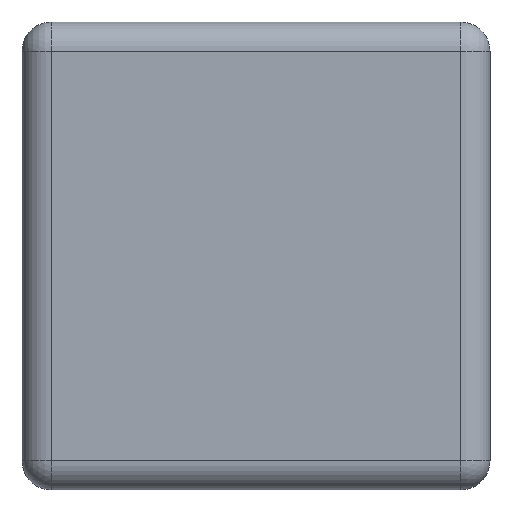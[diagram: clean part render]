
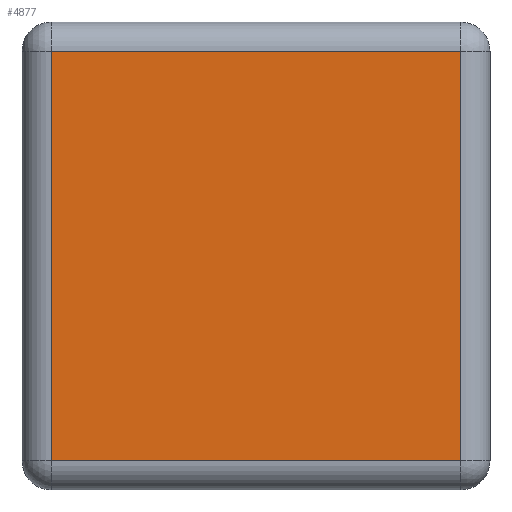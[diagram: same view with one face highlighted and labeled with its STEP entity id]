
A CAD part, left-side view. The second image highlights one B-rep face of the part: STEP entity #4877.
In plain terms, the highlighted planar face has unit normal (-1, 0, 0).
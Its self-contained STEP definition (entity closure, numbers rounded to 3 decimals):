
#20 = VECTOR ( 'NONE', #4977, 1000. ) ;
#493 = CARTESIAN_POINT ( 'NONE',  ( -0.8, 0.35, 0.75 ) ) ;
#528 = EDGE_CURVE ( 'NONE', #535, #4614, #4692, .T. ) ;
#535 = VERTEX_POINT ( 'NONE', #2252 ) ;
#682 = LINE ( 'NONE', #1606, #20 ) ;
#728 = LINE ( 'NONE', #1088, #3506 ) ;
#740 = CARTESIAN_POINT ( 'NONE',  ( -0.8, -0.35, 0.05 ) ) ;
#763 = ORIENTED_EDGE ( 'NONE', *, *, #1536, .T. ) ;
#979 = ORIENTED_EDGE ( 'NONE', *, *, #3130, .T. ) ;
#1088 = CARTESIAN_POINT ( 'NONE',  ( -0.8, -0.4, 0.05 ) ) ;
#1323 = FACE_OUTER_BOUND ( 'NONE', #4944, .T. ) ;
#1536 = EDGE_CURVE ( 'NONE', #4614, #2442, #5269, .T. ) ;
#1606 = CARTESIAN_POINT ( 'NONE',  ( -0.8, -0.35, 0.8 ) ) ;
#1652 = EDGE_CURVE ( 'NONE', #2000, #535, #682, .T. ) ;
#1861 = VECTOR ( 'NONE', #3442, 1000. ) ;
#1892 = PLANE ( 'NONE',  #4875 ) ;
#2000 = VERTEX_POINT ( 'NONE', #740 ) ;
#2010 = DIRECTION ( 'NONE',  ( 0., 0., -1. ) ) ;
#2252 = CARTESIAN_POINT ( 'NONE',  ( -0.8, -0.35, 0.75 ) ) ;
#2442 = VERTEX_POINT ( 'NONE', #3624 ) ;
#2692 = ORIENTED_EDGE ( 'NONE', *, *, #528, .T. ) ;
#3130 = EDGE_CURVE ( 'NONE', #2442, #2000, #728, .T. ) ;
#3151 = DIRECTION ( 'NONE',  ( 0., 0., -1. ) ) ;
#3442 = DIRECTION ( 'NONE',  ( 0., 1., 0. ) ) ;
#3506 = VECTOR ( 'NONE', #5287, 1000. ) ;
#3624 = CARTESIAN_POINT ( 'NONE',  ( -0.8, 0.35, 0.05 ) ) ;
#4034 = VECTOR ( 'NONE', #2010, 1000. ) ;
#4049 = ORIENTED_EDGE ( 'NONE', *, *, #1652, .T. ) ;
#4312 = CARTESIAN_POINT ( 'NONE',  ( -0.8, 0.4, 0.75 ) ) ;
#4364 = DIRECTION ( 'NONE',  ( 1., 0., 0. ) ) ;
#4424 = CARTESIAN_POINT ( 'NONE',  ( -0.8, -0.4, 0.8 ) ) ;
#4614 = VERTEX_POINT ( 'NONE', #493 ) ;
#4692 = LINE ( 'NONE', #4312, #1861 ) ;
#4875 = AXIS2_PLACEMENT_3D ( 'NONE', #4424, #4364, #3151 ) ;
#4877 = ADVANCED_FACE ( 'NONE', ( #1323 ), #1892, .F. ) ;
#4944 = EDGE_LOOP ( 'NONE', ( #979, #4049, #2692, #763 ) ) ;
#4977 = DIRECTION ( 'NONE',  ( 0., 0., 1. ) ) ;
#5269 = LINE ( 'NONE', #5324, #4034 ) ;
#5287 = DIRECTION ( 'NONE',  ( 0., -1., 0. ) ) ;
#5324 = CARTESIAN_POINT ( 'NONE',  ( -0.8, 0.35, 0.8 ) ) ;
